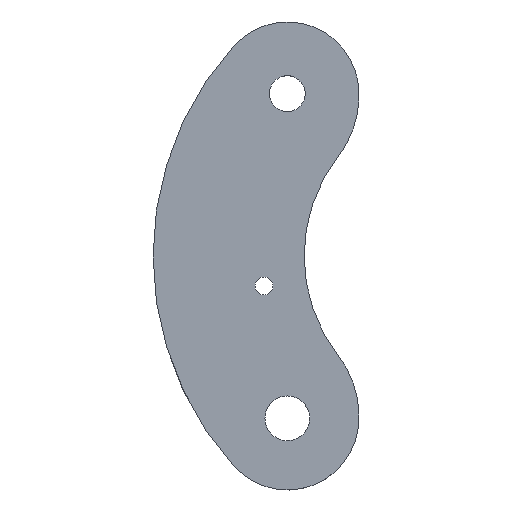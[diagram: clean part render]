
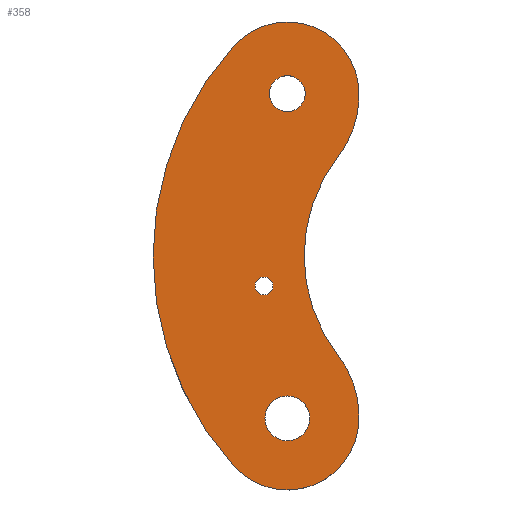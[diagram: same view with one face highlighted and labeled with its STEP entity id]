
A CAD part, top view. The second image highlights one B-rep face of the part: STEP entity #358.
In plain terms, the highlighted planar face has unit normal (0, 0, 1).
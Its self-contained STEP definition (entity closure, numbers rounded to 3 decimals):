
#77=CARTESIAN_POINT('',(0.,0.,3.));
#78=DIRECTION('',(0.,0.,-1.));
#79=DIRECTION('',(1.,0.,0.));
#80=AXIS2_PLACEMENT_3D('',#77,#78,#79);
#82=CARTESIAN_POINT('',(0.,0.,3.));
#83=DIRECTION('',(0.,0.,-1.));
#84=DIRECTION('',(-1.,0.,0.));
#85=AXIS2_PLACEMENT_3D('',#82,#83,#84);
#87=CARTESIAN_POINT('',(0.,36.25,3.));
#88=DIRECTION('',(0.,0.,-1.));
#89=DIRECTION('',(1.,0.,0.));
#90=AXIS2_PLACEMENT_3D('',#87,#88,#89);
#92=CARTESIAN_POINT('',(0.,36.25,3.));
#93=DIRECTION('',(0.,0.,-1.));
#94=DIRECTION('',(-1.,0.,0.));
#95=AXIS2_PLACEMENT_3D('',#92,#93,#94);
#97=CARTESIAN_POINT('',(-3.,35.993,3.));
#98=DIRECTION('',(0.,0.,1.));
#99=DIRECTION('',(0.79,-0.613,0.));
#100=AXIS2_PLACEMENT_3D('',#97,#98,#99);
#102=CARTESIAN_POINT('',(20.,18.125,3.));
#103=DIRECTION('',(0.,0.,-1.));
#104=DIRECTION('',(-0.79,-0.613,0.));
#105=AXIS2_PLACEMENT_3D('',#102,#103,#104);
#107=CARTESIAN_POINT('',(-3.,0.257,3.));
#108=DIRECTION('',(0.,0.,1.));
#109=DIRECTION('',(1.,0.,0.));
#110=AXIS2_PLACEMENT_3D('',#107,#108,#109);
#112=DIRECTION('',(0.,1.,0.));
#113=VECTOR('',#112,0.257);
#114=CARTESIAN_POINT('',(8.,0.,3.));
#115=LINE('',#114,#113);
#116=CARTESIAN_POINT('',(0.,0.,3.));
#117=DIRECTION('',(0.,0.,1.));
#118=DIRECTION('',(-0.741,-0.672,0.));
#119=AXIS2_PLACEMENT_3D('',#116,#117,#118);
#121=CARTESIAN_POINT('',(20.,18.125,3.));
#122=DIRECTION('',(0.,0.,1.));
#123=DIRECTION('',(-0.741,0.672,0.));
#124=AXIS2_PLACEMENT_3D('',#121,#122,#123);
#126=CARTESIAN_POINT('',(0.,36.25,3.));
#127=DIRECTION('',(0.,0.,1.));
#128=DIRECTION('',(1.,0.,0.));
#129=AXIS2_PLACEMENT_3D('',#126,#127,#128);
#131=DIRECTION('',(0.,1.,0.));
#132=VECTOR('',#131,0.257);
#133=CARTESIAN_POINT('',(8.,35.993,3.));
#134=LINE('',#133,#132);
#135=CARTESIAN_POINT('',(-2.605,14.772,3.));
#136=DIRECTION('',(0.,0.,1.));
#137=DIRECTION('',(1.,0.,0.));
#138=AXIS2_PLACEMENT_3D('',#135,#136,#137);
#140=CARTESIAN_POINT('',(-2.605,14.772,3.));
#141=DIRECTION('',(0.,0.,1.));
#142=DIRECTION('',(-1.,0.,0.));
#143=AXIS2_PLACEMENT_3D('',#140,#141,#142);
#209=CARTESIAN_POINT('',(2.5,0.,3.));
#210=CARTESIAN_POINT('',(-2.5,0.,3.));
#211=VERTEX_POINT('',#209);
#212=VERTEX_POINT('',#210);
#213=CARTESIAN_POINT('',(2.,36.25,3.));
#214=CARTESIAN_POINT('',(-2.,36.25,3.));
#215=VERTEX_POINT('',#213);
#216=VERTEX_POINT('',#214);
#217=CARTESIAN_POINT('',(-5.928,-5.372,3.));
#218=CARTESIAN_POINT('',(8.,0.,3.));
#219=VERTEX_POINT('',#217);
#220=VERTEX_POINT('',#218);
#221=CARTESIAN_POINT('',(8.,36.25,3.));
#222=CARTESIAN_POINT('',(-5.928,41.622,3.));
#223=VERTEX_POINT('',#221);
#224=VERTEX_POINT('',#222);
#229=CARTESIAN_POINT('',(5.687,29.245,3.));
#230=VERTEX_POINT('',#229);
#231=CARTESIAN_POINT('',(8.,35.993,3.));
#232=VERTEX_POINT('',#231);
#237=CARTESIAN_POINT('',(8.,0.257,3.));
#238=VERTEX_POINT('',#237);
#239=CARTESIAN_POINT('',(5.687,7.005,3.));
#240=VERTEX_POINT('',#239);
#245=CARTESIAN_POINT('',(-1.605,14.772,3.));
#246=CARTESIAN_POINT('',(-3.605,14.772,3.));
#247=VERTEX_POINT('',#245);
#248=VERTEX_POINT('',#246);
#319=CARTESIAN_POINT('',(0.,0.,3.));
#320=DIRECTION('',(0.,0.,1.));
#321=DIRECTION('',(1.,0.,0.));
#322=AXIS2_PLACEMENT_3D('',#319,#320,#321);
#323=PLANE('',#322);
#325=ORIENTED_EDGE('',*,*,#324,.F.);
#327=ORIENTED_EDGE('',*,*,#326,.F.);
#329=ORIENTED_EDGE('',*,*,#328,.F.);
#331=ORIENTED_EDGE('',*,*,#330,.F.);
#333=ORIENTED_EDGE('',*,*,#332,.F.);
#335=ORIENTED_EDGE('',*,*,#334,.F.);
#337=ORIENTED_EDGE('',*,*,#336,.F.);
#339=ORIENTED_EDGE('',*,*,#338,.F.);
#340=EDGE_LOOP('',(#325,#327,#329,#331,#333,#335,#337,#339));
#341=FACE_OUTER_BOUND('',#340,.F.);
#343=ORIENTED_EDGE('',*,*,#342,.F.);
#345=ORIENTED_EDGE('',*,*,#344,.F.);
#346=EDGE_LOOP('',(#343,#345));
#347=FACE_BOUND('',#346,.F.);
#348=ORIENTED_EDGE('',*,*,#299,.F.);
#349=ORIENTED_EDGE('',*,*,#313,.F.);
#350=EDGE_LOOP('',(#348,#349));
#351=FACE_BOUND('',#350,.F.);
#353=ORIENTED_EDGE('',*,*,#352,.T.);
#355=ORIENTED_EDGE('',*,*,#354,.T.);
#356=EDGE_LOOP('',(#353,#355));
#357=FACE_BOUND('',#356,.F.);
#358=ADVANCED_FACE('',(#341,#347,#351,#357),#323,.T.);
#81=CIRCLE('',#80,2.5);
#86=CIRCLE('',#85,2.5);
#91=CIRCLE('',#90,2.);
#96=CIRCLE('',#95,2.);
#101=CIRCLE('',#100,11.);
#106=CIRCLE('',#105,18.125);
#111=CIRCLE('',#110,11.);
#120=CIRCLE('',#119,8.);
#125=CIRCLE('',#124,34.991);
#130=CIRCLE('',#129,8.);
#139=CIRCLE('',#138,1.);
#144=CIRCLE('',#143,1.);
#299=EDGE_CURVE('',#211,#212,#81,.T.);
#313=EDGE_CURVE('',#212,#211,#86,.T.);
#324=EDGE_CURVE('',#230,#232,#101,.T.);
#326=EDGE_CURVE('',#240,#230,#106,.T.);
#328=EDGE_CURVE('',#238,#240,#111,.T.);
#330=EDGE_CURVE('',#220,#238,#115,.T.);
#332=EDGE_CURVE('',#219,#220,#120,.T.);
#334=EDGE_CURVE('',#224,#219,#125,.T.);
#336=EDGE_CURVE('',#223,#224,#130,.T.);
#338=EDGE_CURVE('',#232,#223,#134,.T.);
#342=EDGE_CURVE('',#215,#216,#91,.T.);
#344=EDGE_CURVE('',#216,#215,#96,.T.);
#352=EDGE_CURVE('',#247,#248,#139,.T.);
#354=EDGE_CURVE('',#248,#247,#144,.T.);
